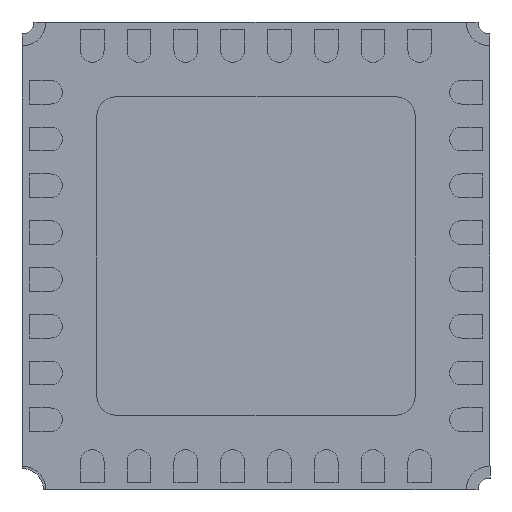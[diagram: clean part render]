
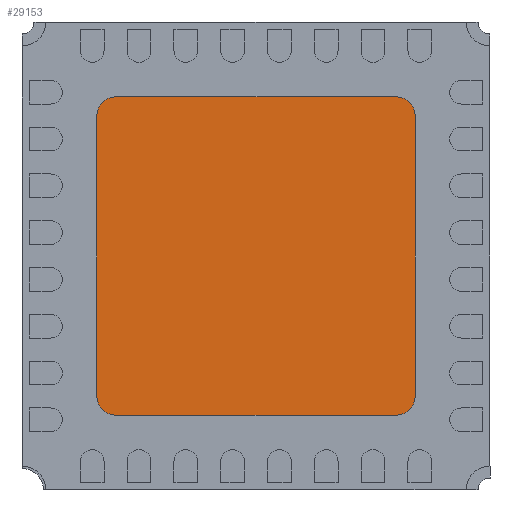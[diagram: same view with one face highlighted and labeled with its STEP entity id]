
A CAD part, front view. The second image highlights one B-rep face of the part: STEP entity #29153.
In plain terms, the highlighted face is planar.
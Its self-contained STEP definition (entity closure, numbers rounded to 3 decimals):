
#2267 = EDGE_LOOP ( 'NONE', ( #11735, #11723, #11743, #11747, #11691, #11770, #11749, #11784 ) ) ;
#6676 = AXIS2_PLACEMENT_3D ( 'NONE', #14011, #14018, #13988 ) ;
#6682 = AXIS2_PLACEMENT_3D ( 'NONE', #12060, #12085, #12045 ) ;
#6722 = AXIS2_PLACEMENT_3D ( 'NONE', #12046, #12062, #12052 ) ;
#6724 = AXIS2_PLACEMENT_3D ( 'NONE', #13996, #13983, #13991 ) ;
#7699 = VERTEX_POINT ( 'NONE', #12217 ) ;
#7704 = VERTEX_POINT ( 'NONE', #12229 ) ;
#7821 = VERTEX_POINT ( 'NONE', #12384 ) ;
#7823 = VERTEX_POINT ( 'NONE', #12387 ) ;
#7825 = VERTEX_POINT ( 'NONE', #12365 ) ;
#7844 = VERTEX_POINT ( 'NONE', #12366 ) ;
#7852 = VERTEX_POINT ( 'NONE', #12355 ) ;
#7877 = VERTEX_POINT ( 'NONE', #12451 ) ;
#11691 = ORIENTED_EDGE ( 'NONE', *, *, #23928, .T. ) ;
#11723 = ORIENTED_EDGE ( 'NONE', *, *, #23941, .T. ) ;
#11735 = ORIENTED_EDGE ( 'NONE', *, *, #23913, .T. ) ;
#11743 = ORIENTED_EDGE ( 'NONE', *, *, #23911, .T. ) ;
#11747 = ORIENTED_EDGE ( 'NONE', *, *, #23922, .T. ) ;
#11749 = ORIENTED_EDGE ( 'NONE', *, *, #23925, .T. ) ;
#11770 = ORIENTED_EDGE ( 'NONE', *, *, #23948, .T. ) ;
#11784 = ORIENTED_EDGE ( 'NONE', *, *, #23943, .T. ) ;
#12045 = DIRECTION ( 'NONE',  ( 0., 0., 1. ) ) ;
#12046 = CARTESIAN_POINT ( 'NONE',  ( 1.5, 0.02, -1.5 ) ) ;
#12052 = DIRECTION ( 'NONE',  ( 0., 0., 1. ) ) ;
#12060 = CARTESIAN_POINT ( 'NONE',  ( -1.5, 0.02, -1.5 ) ) ;
#12062 = DIRECTION ( 'NONE',  ( 0., 1., 0. ) ) ;
#12085 = DIRECTION ( 'NONE',  ( 0., 1., 0. ) ) ;
#12217 = CARTESIAN_POINT ( 'NONE',  ( 1.7, 0.02, 1.5 ) ) ;
#12229 = CARTESIAN_POINT ( 'NONE',  ( 1.5, 0.02, 1.7 ) ) ;
#12355 = CARTESIAN_POINT ( 'NONE',  ( -1.7, 0.02, 1.5 ) ) ;
#12365 = CARTESIAN_POINT ( 'NONE',  ( 1.5, 0.02, -1.7 ) ) ;
#12366 = CARTESIAN_POINT ( 'NONE',  ( -1.5, 0.02, -1.7 ) ) ;
#12384 = CARTESIAN_POINT ( 'NONE',  ( -1.7, 0.02, -1.5 ) ) ;
#12387 = CARTESIAN_POINT ( 'NONE',  ( -1.5, 0.02, 1.7 ) ) ;
#12451 = CARTESIAN_POINT ( 'NONE',  ( 1.7, 0.02, -1.5 ) ) ;
#13430 = LINE ( 'NONE', #13993, #13444 ) ;
#13444 = VECTOR ( 'NONE', #13981, 1000. ) ;
#13463 = CIRCLE ( 'NONE', #6682, 0.2 ) ;
#13466 = VECTOR ( 'NONE', #14054, 1000. ) ;
#13469 = CIRCLE ( 'NONE', #6722, 0.2 ) ;
#13476 = CIRCLE ( 'NONE', #6676, 0.2 ) ;
#13481 = CIRCLE ( 'NONE', #6724, 0.2 ) ;
#13486 = LINE ( 'NONE', #14057, #13466 ) ;
#13503 = VECTOR ( 'NONE', #13982, 1000. ) ;
#13508 = LINE ( 'NONE', #14020, #13503 ) ;
#13510 = VECTOR ( 'NONE', #14059, 1000. ) ;
#13543 = LINE ( 'NONE', #14056, #13510 ) ;
#13981 = DIRECTION ( 'NONE',  ( 0., 0., 1. ) ) ;
#13982 = DIRECTION ( 'NONE',  ( 1., 0., 0. ) ) ;
#13983 = DIRECTION ( 'NONE',  ( 0., 1., 0. ) ) ;
#13988 = DIRECTION ( 'NONE',  ( 0., 0., 1. ) ) ;
#13991 = DIRECTION ( 'NONE',  ( 0., 0., -1. ) ) ;
#13993 = CARTESIAN_POINT ( 'NONE',  ( -1.7, 0.02, 1.5 ) ) ;
#13996 = CARTESIAN_POINT ( 'NONE',  ( -1.5, 0.02, 1.5 ) ) ;
#14011 = CARTESIAN_POINT ( 'NONE',  ( 1.5, 0.02, 1.5 ) ) ;
#14018 = DIRECTION ( 'NONE',  ( 0., 1., 0. ) ) ;
#14020 = CARTESIAN_POINT ( 'NONE',  ( 1.5, 0.02, 1.7 ) ) ;
#14054 = DIRECTION ( 'NONE',  ( -1., 0., 0. ) ) ;
#14056 = CARTESIAN_POINT ( 'NONE',  ( 1.7, 0.02, 1.5 ) ) ;
#14057 = CARTESIAN_POINT ( 'NONE',  ( 1.5, 0.02, -1.7 ) ) ;
#14059 = DIRECTION ( 'NONE',  ( 0., 0., -1. ) ) ;
#19400 = AXIS2_PLACEMENT_3D ( 'NONE', #21901, #21884, #21876 ) ;
#21341 = FACE_OUTER_BOUND ( 'NONE', #2267, .T. ) ;
#21876 = DIRECTION ( 'NONE',  ( 0., 0., 1. ) ) ;
#21883 = PLANE ( 'NONE',  #19400 ) ;
#21884 = DIRECTION ( 'NONE',  ( 0., 1., 0. ) ) ;
#21901 = CARTESIAN_POINT ( 'NONE',  ( 1.5, 0.02, -1.5 ) ) ;
#23911 = EDGE_CURVE ( 'NONE', #7844, #7821, #13463, .T. ) ;
#23913 = EDGE_CURVE ( 'NONE', #7877, #7825, #13469, .T. ) ;
#23922 = EDGE_CURVE ( 'NONE', #7821, #7852, #13430, .T. ) ;
#23925 = EDGE_CURVE ( 'NONE', #7704, #7699, #13476, .T. ) ;
#23928 = EDGE_CURVE ( 'NONE', #7852, #7823, #13481, .T. ) ;
#23941 = EDGE_CURVE ( 'NONE', #7825, #7844, #13486, .T. ) ;
#23943 = EDGE_CURVE ( 'NONE', #7699, #7877, #13543, .T. ) ;
#23948 = EDGE_CURVE ( 'NONE', #7823, #7704, #13508, .T. ) ;
#29153 = ADVANCED_FACE ( 'NONE', ( #21341 ), #21883, .T. ) ;
